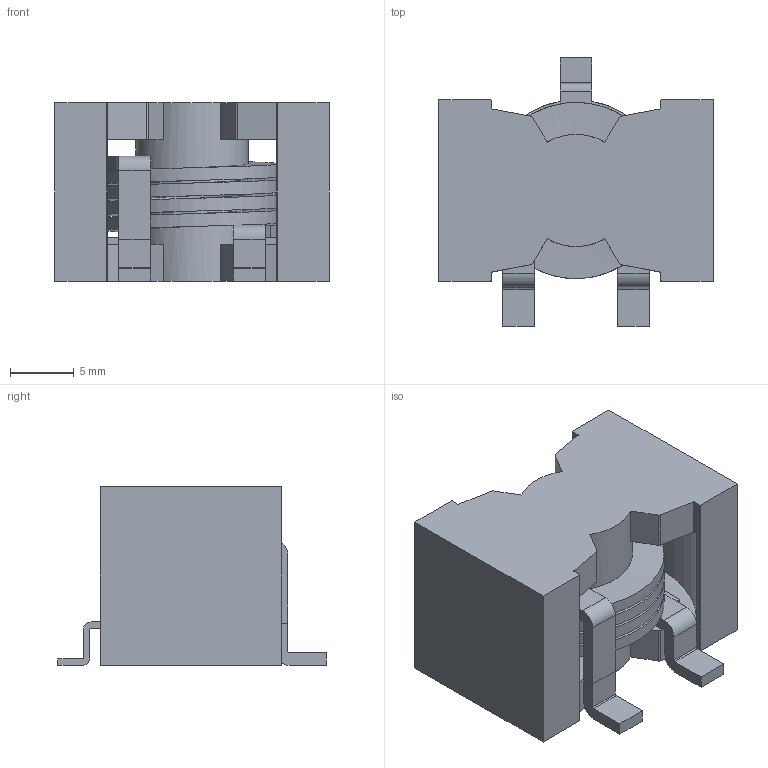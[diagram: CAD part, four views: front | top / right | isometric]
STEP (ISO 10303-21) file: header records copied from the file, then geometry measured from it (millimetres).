
FILE_DESCRIPTION(/* description */ (''),/* implementation_level */ '2;1');
FILE_NAME(/* name */ 'WURTH WE-HCF.step',/* time_stamp */ '2019-12-15T02:25:23+00:00',/* author */ (''),/* organization */ (''),/* preprocessor_version */ 'ST-DEVELOPER v18',/* originating_system */ 'Autodesk Translation Framework v8.12.0.6',/* authorisation */ '');
FILE_SCHEMA (('AUTOMOTIVE_DESIGN { 1 0 10303 214 3 1 1 }'));
Length unit declared in the file: millimetre
Products named in the file (1): WURTH 7443634700
Bounding box: 21.5 x 21 x 14 mm (x, y, z)
Volume: 2958.6 mm3; surface area: 3399.4 mm2
Topology: 1 solids, 1 shells, 132 faces, 398 edges, 256 vertices
Faces by surface type: plane 73, cylinder 57, bspline 2
Full cylindrical faces by diameter (mm): 8.8 x5, 13.8 x4
Entity records: 5038 total; most frequent: CARTESIAN_POINT 1251, ORIENTED_EDGE 796, DIRECTION 746, EDGE_CURVE 398, LINE 258, VECTOR 258, VERTEX_POINT 256, AXIS2_PLACEMENT_3D 244
